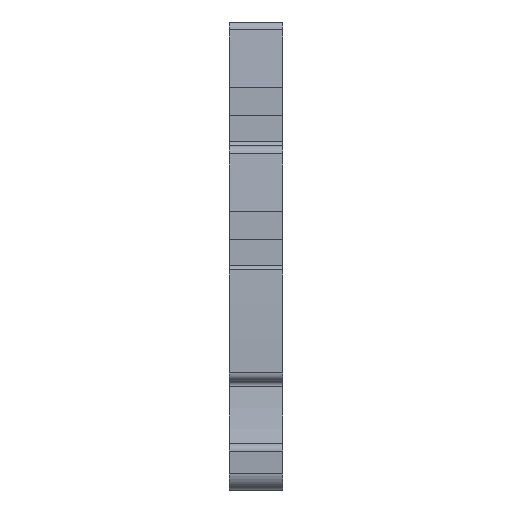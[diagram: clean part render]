
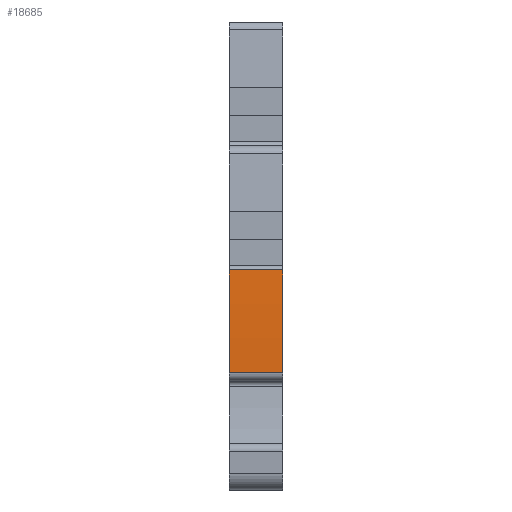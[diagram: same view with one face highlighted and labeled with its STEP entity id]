
A CAD part, front view. The second image highlights one B-rep face of the part: STEP entity #18685.
In plain terms, the highlighted cylindrical face has radius 191.632 mm (diameter 383.264 mm), a partial arc.
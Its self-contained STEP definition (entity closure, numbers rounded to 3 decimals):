
#18658=AXIS2_PLACEMENT_3D('Cylinder Axis2P3D',#18655,#18656,#18657) ;
#18662=AXIS2_PLACEMENT_3D('Circle Axis2P3D',#18660,#18661,$) ;
#18676=AXIS2_PLACEMENT_3D('Circle Axis2P3D',#18674,#18675,$) ;
#18629=CARTESIAN_POINT('Line Origine',(3.05,1.669,25.2)) ;
#18633=CARTESIAN_POINT('Vertex',(6.1,1.669,25.2)) ;
#18635=CARTESIAN_POINT('Vertex',(0.,1.669,25.2)) ;
#18655=CARTESIAN_POINT('Axis2P3D Location',(3.05,193.128,17.05)) ;
#18660=CARTESIAN_POINT('Axis2P3D Location',(0.,193.128,17.05)) ;
#18664=CARTESIAN_POINT('Vertex',(0.,1.53,13.431)) ;
#18667=CARTESIAN_POINT('Line Origine',(3.05,1.53,13.431)) ;
#18671=CARTESIAN_POINT('Vertex',(6.1,1.53,13.431)) ;
#18674=CARTESIAN_POINT('Axis2P3D Location',(6.1,193.128,17.05)) ;
#18630=DIRECTION('Vector Direction',(-1.,0.,0.)) ;
#18656=DIRECTION('Axis2P3D Direction',(1.,0.,0.)) ;
#18657=DIRECTION('Axis2P3D XDirection',(0.,-0.999,0.048)) ;
#18661=DIRECTION('Axis2P3D Direction',(1.,0.,0.)) ;
#18668=DIRECTION('Vector Direction',(1.,0.,0.)) ;
#18675=DIRECTION('Axis2P3D Direction',(1.,0.,0.)) ;
#18631=VECTOR('Line Direction',#18630,1.) ;
#18669=VECTOR('Line Direction',#18668,1.) ;
#18680=ORIENTED_EDGE('',*,*,#18666,.T.) ;
#18681=ORIENTED_EDGE('',*,*,#18673,.T.) ;
#18682=ORIENTED_EDGE('',*,*,#18678,.F.) ;
#18683=ORIENTED_EDGE('',*,*,#18637,.T.) ;
#18685=ADVANCED_FACE('66504_MLD_APGTB_4_2T_VL_4C-2.1\\Assembly',(#18684),#18659,.T.) ;
#18663=CIRCLE('generated circle',#18662,191.632) ;
#18677=CIRCLE('generated circle',#18676,191.632) ;
#18659=CYLINDRICAL_SURFACE('generated cylinder',#18658,191.632) ;
#18637=EDGE_CURVE('',#18634,#18636,#18632,.T.) ;
#18666=EDGE_CURVE('',#18636,#18665,#18663,.T.) ;
#18673=EDGE_CURVE('',#18665,#18672,#18670,.T.) ;
#18678=EDGE_CURVE('',#18634,#18672,#18677,.T.) ;
#18679=EDGE_LOOP('',(#18680,#18681,#18682,#18683)) ;
#18684=FACE_OUTER_BOUND('',#18679,.T.) ;
#18632=LINE('Line',#18629,#18631) ;
#18670=LINE('Line',#18667,#18669) ;
#18634=VERTEX_POINT('',#18633) ;
#18636=VERTEX_POINT('',#18635) ;
#18665=VERTEX_POINT('',#18664) ;
#18672=VERTEX_POINT('',#18671) ;
